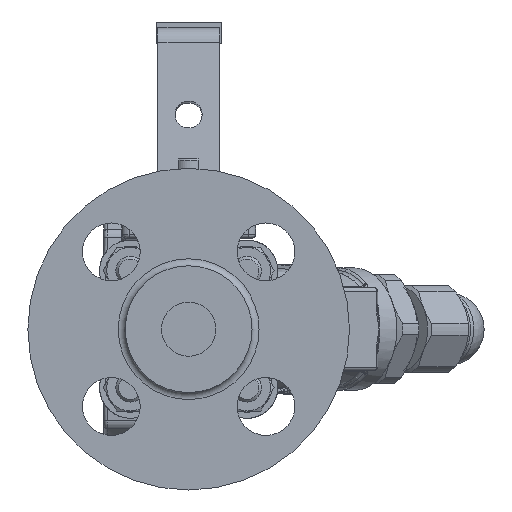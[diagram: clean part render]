
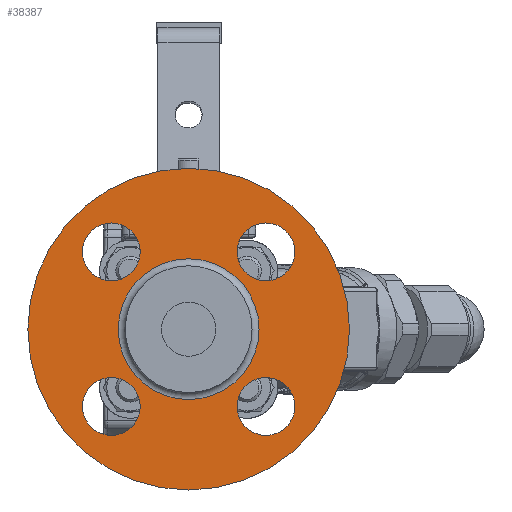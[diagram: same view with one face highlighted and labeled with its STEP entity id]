
A CAD part, left-side view. The second image highlights one B-rep face of the part: STEP entity #38387.
In plain terms, the highlighted planar face has unit normal (-1, 0, 0).
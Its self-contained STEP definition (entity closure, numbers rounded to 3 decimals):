
#2761=FACE_BOUND('',#13062,.T.);
#2762=FACE_BOUND('',#13063,.T.);
#2763=FACE_BOUND('',#13064,.T.);
#2764=FACE_BOUND('',#13065,.T.);
#2765=FACE_BOUND('',#13066,.T.);
#3374=PLANE('',#42130);
#10569=FACE_OUTER_BOUND('',#13061,.T.);
#13061=EDGE_LOOP('',(#33200));
#13062=EDGE_LOOP('',(#33201));
#13063=EDGE_LOOP('',(#33202));
#13064=EDGE_LOOP('',(#33203));
#13065=EDGE_LOOP('',(#33204));
#13066=EDGE_LOOP('',(#33205));
#15346=CIRCLE('',#42127,19.486);
#15349=CIRCLE('',#42131,44.5);
#15350=CIRCLE('',#42132,8.);
#15351=CIRCLE('',#42133,8.);
#15352=CIRCLE('',#42134,8.);
#15353=CIRCLE('',#42135,8.);
#18286=VERTEX_POINT('',#76725);
#18288=VERTEX_POINT('',#76731);
#18289=VERTEX_POINT('',#76733);
#18290=VERTEX_POINT('',#76735);
#18291=VERTEX_POINT('',#76737);
#18292=VERTEX_POINT('',#76739);
#23410=EDGE_CURVE('',#18286,#18286,#15346,.T.);
#23413=EDGE_CURVE('',#18288,#18288,#15349,.T.);
#23414=EDGE_CURVE('',#18289,#18289,#15350,.T.);
#23415=EDGE_CURVE('',#18290,#18290,#15351,.T.);
#23416=EDGE_CURVE('',#18291,#18291,#15352,.T.);
#23417=EDGE_CURVE('',#18292,#18292,#15353,.T.);
#33200=ORIENTED_EDGE('',*,*,#23413,.F.);
#33201=ORIENTED_EDGE('',*,*,#23414,.T.);
#33202=ORIENTED_EDGE('',*,*,#23415,.T.);
#33203=ORIENTED_EDGE('',*,*,#23416,.T.);
#33204=ORIENTED_EDGE('',*,*,#23417,.T.);
#33205=ORIENTED_EDGE('',*,*,#23410,.F.);
#38387=ADVANCED_FACE('',(#10569,#2761,#2762,#2763,#2764,#2765),#3374,.F.);
#42127=AXIS2_PLACEMENT_3D('',#76726,#50714,#50715);
#42130=AXIS2_PLACEMENT_3D('',#76730,#50720,#50721);
#42131=AXIS2_PLACEMENT_3D('',#76732,#50722,#50723);
#42132=AXIS2_PLACEMENT_3D('',#76734,#50724,#50725);
#42133=AXIS2_PLACEMENT_3D('',#76736,#50726,#50727);
#42134=AXIS2_PLACEMENT_3D('',#76738,#50728,#50729);
#42135=AXIS2_PLACEMENT_3D('',#76740,#50730,#50731);
#50714=DIRECTION('center_axis',(-1.,0.,0.));
#50715=DIRECTION('ref_axis',(0.,0.,
1.));
#50720=DIRECTION('center_axis',(1.,0.,0.));
#50721=DIRECTION('ref_axis',(0.,0.,
-1.));
#50722=DIRECTION('center_axis',(1.,0.,0.));
#50723=DIRECTION('ref_axis',(0.,0.,
-1.));
#50724=DIRECTION('center_axis',(1.,0.,0.));
#50725=DIRECTION('ref_axis',(0.,0.,
1.));
#50726=DIRECTION('center_axis',(1.,0.,0.));
#50727=DIRECTION('ref_axis',(0.,-1.,0.));
#50728=DIRECTION('center_axis',(1.,0.,0.));
#50729=DIRECTION('ref_axis',(0.,0.,
-1.));
#50730=DIRECTION('center_axis',(1.,0.,0.));
#50731=DIRECTION('ref_axis',(0.,1.,0.));
#76725=CARTESIAN_POINT('',(-282.036,18.833,-21.004));
#76726=CARTESIAN_POINT('Origin',(-282.036,18.833,-1.517));
#76730=CARTESIAN_POINT('Origin',(-282.036,18.833,-1.517));
#76731=CARTESIAN_POINT('',(-282.036,18.833,42.983));
#76732=CARTESIAN_POINT('Origin',(-282.036,18.833,-1.517));
#76733=CARTESIAN_POINT('',(-282.036,40.223,11.873));
#76734=CARTESIAN_POINT('Origin',(-282.036,40.223,19.873));
#76735=CARTESIAN_POINT('',(-282.036,5.443,19.873));
#76736=CARTESIAN_POINT('Origin',(-282.036,-2.557,19.873));
#76737=CARTESIAN_POINT('',(-282.036,-2.557,-14.907));
#76738=CARTESIAN_POINT('Origin',(-282.036,-2.557,-22.907));
#76739=CARTESIAN_POINT('',(-282.036,32.223,-22.907));
#76740=CARTESIAN_POINT('Origin',(-282.036,40.223,-22.907));
